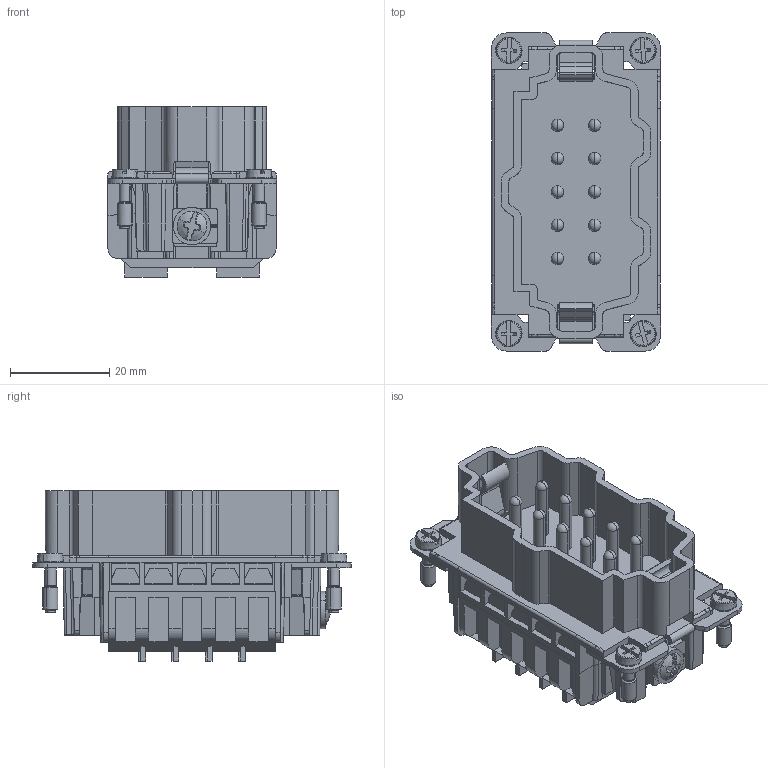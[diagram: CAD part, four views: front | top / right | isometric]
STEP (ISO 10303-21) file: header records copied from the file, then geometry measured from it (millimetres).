
FILE_DESCRIPTION(('CATIA V5 STEP Exchange','CAx-IF Rec.Pracs.--- Model Styling and Organization---1.5--- 2016-08-15','CAx-IF Rec.Pracs.---Supplemental Geometry---1.0---2011-11-01','CAx-IF Rec.Pracs.--- Composite Materials ---1.1---2010-07-15'),'2;1');
FILE_NAME ('1968684-2_0', '2025-04-28T07:27:50+00:00', ('none'), ('Weidmueller'), 'CATIA Version 5-6 Release 2022 SP4 HF5', 'CATIA V5 STEP AP214 v3', 'none');
FILE_SCHEMA(('AUTOMOTIVE_DESIGN { 1 0 10303 214 1 1 1 1 }'));
Length unit declared in the file: millimetre
Products named in the file (1): 3001230000
Bounding box: 34 x 64 x 34.25 mm (x, y, z)
Volume: 28396.6 mm3; surface area: 20383.6 mm2
Topology: 1 solids, 2 shells, 1508 faces, 4654 edges, 3122 vertices
Faces by surface type: plane 1025, cylinder 341, torus 68, cone 52, extrusion 10, bspline 8, sphere 4
Entity records: 49382 total; most frequent: CARTESIAN_POINT 11486, ORIENTED_EDGE 9302, DIRECTION 5727, EDGE_CURVE 4651, VECTOR 3535, LINE 3525, VERTEX_POINT 3122, EDGE_LOOP 1575
